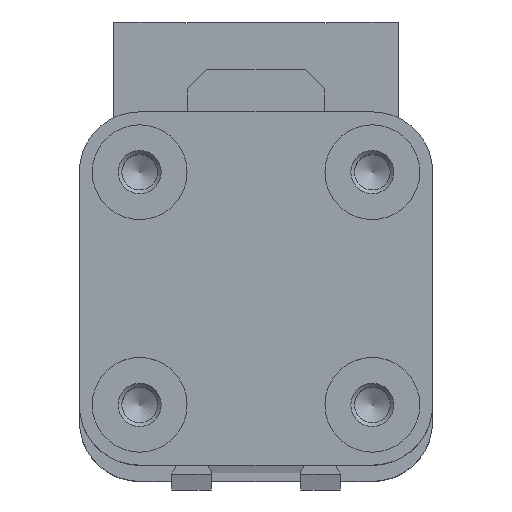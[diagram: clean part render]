
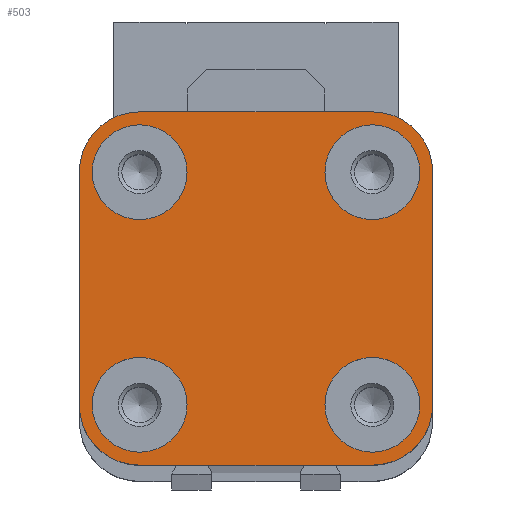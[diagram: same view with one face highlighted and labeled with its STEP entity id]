
A CAD part, top view. The second image highlights one B-rep face of the part: STEP entity #503.
In plain terms, the highlighted planar face has unit normal (0, 0, 1).
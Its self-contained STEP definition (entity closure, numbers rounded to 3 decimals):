
#503 = ADVANCED_FACE( '', ( #1096, #1097, #1098, #1099, #1100 ), #1101, .T. );
#1096 = FACE_BOUND( '', #1827, .T. );
#1097 = FACE_BOUND( '', #1828, .T. );
#1098 = FACE_BOUND( '', #1829, .T. );
#1099 = FACE_BOUND( '', #1830, .T. );
#1100 = FACE_OUTER_BOUND( '', #1831, .T. );
#1101 = PLANE( '', #1832 );
#1827 = EDGE_LOOP( '', ( #2975 ) );
#1828 = EDGE_LOOP( '', ( #2976 ) );
#1829 = EDGE_LOOP( '', ( #2977 ) );
#1830 = EDGE_LOOP( '', ( #2978 ) );
#1831 = EDGE_LOOP( '', ( #2979, #2980, #2981, #2982, #2983, #2984, #2985, #2986 ) );
#1832 = AXIS2_PLACEMENT_3D( '', #2987, #2988, #2989 );
#2975 = ORIENTED_EDGE( '', *, *, #4082, .T. );
#2976 = ORIENTED_EDGE( '', *, *, #4452, .T. );
#2977 = ORIENTED_EDGE( '', *, *, #4206, .T. );
#2978 = ORIENTED_EDGE( '', *, *, #4307, .T. );
#2979 = ORIENTED_EDGE( '', *, *, #4362, .T. );
#2980 = ORIENTED_EDGE( '', *, *, #4273, .T. );
#2981 = ORIENTED_EDGE( '', *, *, #4453, .T. );
#2982 = ORIENTED_EDGE( '', *, *, #4454, .T. );
#2983 = ORIENTED_EDGE( '', *, *, #4145, .T. );
#2984 = ORIENTED_EDGE( '', *, *, #4192, .T. );
#2985 = ORIENTED_EDGE( '', *, *, #4133, .T. );
#2986 = ORIENTED_EDGE( '', *, *, #4455, .T. );
#2987 = CARTESIAN_POINT( '', ( -13.5, -13.5, 550. ) );
#2988 = DIRECTION( '', ( 0., 0., 1. ) );
#2989 = DIRECTION( '', ( 1., 0., 0. ) );
#4082 = EDGE_CURVE( '', #4802, #4802, #4803, .F. );
#4133 = EDGE_CURVE( '', #4895, #4893, #4896, .T. );
#4145 = EDGE_CURVE( '', #4917, #4915, #4918, .T. );
#4192 = EDGE_CURVE( '', #4915, #4895, #4992, .T. );
#4206 = EDGE_CURVE( '', #5013, #5013, #5014, .F. );
#4273 = EDGE_CURVE( '', #5121, #5119, #5122, .T. );
#4307 = EDGE_CURVE( '', #5175, #5175, #5176, .F. );
#4362 = EDGE_CURVE( '', #5263, #5121, #5264, .T. );
#4452 = EDGE_CURVE( '', #5396, #5396, #5397, .F. );
#4453 = EDGE_CURVE( '', #5119, #5398, #5399, .T. );
#4454 = EDGE_CURVE( '', #5398, #4917, #5400, .T. );
#4455 = EDGE_CURVE( '', #4893, #5263, #5401, .T. );
#4802 = VERTEX_POINT( '', #5837 );
#4803 = CIRCLE( '', #5838, 5.5 );
#4893 = VERTEX_POINT( '', #5959 );
#4895 = VERTEX_POINT( '', #5962 );
#4896 = LINE( '', #5963, #5964 );
#4915 = VERTEX_POINT( '', #5989 );
#4917 = VERTEX_POINT( '', #5992 );
#4918 = LINE( '', #5993, #5994 );
#4992 = CIRCLE( '', #6094, 7. );
#5013 = VERTEX_POINT( '', #6121 );
#5014 = CIRCLE( '', #6122, 5.5 );
#5119 = VERTEX_POINT( '', #6265 );
#5121 = VERTEX_POINT( '', #6268 );
#5122 = CIRCLE( '', #6269, 7. );
#5175 = VERTEX_POINT( '', #6341 );
#5176 = CIRCLE( '', #6342, 5.5 );
#5263 = VERTEX_POINT( '', #6468 );
#5264 = LINE( '', #6469, #6470 );
#5396 = VERTEX_POINT( '', #6649 );
#5397 = CIRCLE( '', #6650, 5.5 );
#5398 = VERTEX_POINT( '', #6651 );
#5399 = LINE( '', #6652, #6653 );
#5400 = CIRCLE( '', #6654, 7. );
#5401 = CIRCLE( '', #6655, 7. );
#5837 = CARTESIAN_POINT( '', ( 19., -13.5, 550. ) );
#5838 = AXIS2_PLACEMENT_3D( '', #7221, #7222, #7223 );
#5959 = CARTESIAN_POINT( '', ( -13.5, 20.5, 550. ) );
#5962 = CARTESIAN_POINT( '', ( 13.5, 20.5, 550. ) );
#5963 = CARTESIAN_POINT( '', ( 13.5, 20.5, 550. ) );
#5964 = VECTOR( '', #7280, 1000. );
#5989 = CARTESIAN_POINT( '', ( 20.5, 13.5, 550. ) );
#5992 = CARTESIAN_POINT( '', ( 20.5, -13.5, 550. ) );
#5993 = CARTESIAN_POINT( '', ( 20.5, -13.5, 550. ) );
#5994 = VECTOR( '', #7294, 1000. );
#6094 = AXIS2_PLACEMENT_3D( '', #7345, #7346, #7347 );
#6121 = CARTESIAN_POINT( '', ( 19., 13.5, 550. ) );
#6122 = AXIS2_PLACEMENT_3D( '', #7363, #7364, #7365 );
#6265 = CARTESIAN_POINT( '', ( -13.5, -20.5, 550. ) );
#6268 = CARTESIAN_POINT( '', ( -20.5, -13.5, 550. ) );
#6269 = AXIS2_PLACEMENT_3D( '', #7435, #7436, #7437 );
#6341 = CARTESIAN_POINT( '', ( -8., 13.5, 550. ) );
#6342 = AXIS2_PLACEMENT_3D( '', #7475, #7476, #7477 );
#6468 = CARTESIAN_POINT( '', ( -20.5, 13.5, 550. ) );
#6469 = CARTESIAN_POINT( '', ( -20.5, 13.5, 550. ) );
#6470 = VECTOR( '', #7529, 1000. );
#6649 = CARTESIAN_POINT( '', ( -8., -13.5, 550. ) );
#6650 = AXIS2_PLACEMENT_3D( '', #7616, #7617, #7618 );
#6651 = CARTESIAN_POINT( '', ( 13.5, -20.5, 550. ) );
#6652 = CARTESIAN_POINT( '', ( -13.5, -20.5, 550. ) );
#6653 = VECTOR( '', #7619, 1000. );
#6654 = AXIS2_PLACEMENT_3D( '', #7620, #7621, #7622 );
#6655 = AXIS2_PLACEMENT_3D( '', #7623, #7624, #7625 );
#7221 = CARTESIAN_POINT( '', ( 13.5, -13.5, 550. ) );
#7222 = DIRECTION( '', ( 0., 0., 1. ) );
#7223 = DIRECTION( '', ( 1., 0., 0. ) );
#7280 = DIRECTION( '', ( -1., 0., 0. ) );
#7294 = DIRECTION( '', ( 0., 1., 0. ) );
#7345 = CARTESIAN_POINT( '', ( 13.5, 13.5, 550. ) );
#7346 = DIRECTION( '', ( 0., 0., 1. ) );
#7347 = DIRECTION( '', ( 1., 0., 0. ) );
#7363 = CARTESIAN_POINT( '', ( 13.5, 13.5, 550. ) );
#7364 = DIRECTION( '', ( 0., 0., 1. ) );
#7365 = DIRECTION( '', ( 1., 0., 0. ) );
#7435 = CARTESIAN_POINT( '', ( -13.5, -13.5, 550. ) );
#7436 = DIRECTION( '', ( 0., 0., 1. ) );
#7437 = DIRECTION( '', ( 1., 0., 0. ) );
#7475 = CARTESIAN_POINT( '', ( -13.5, 13.5, 550. ) );
#7476 = DIRECTION( '', ( 0., 0., 1. ) );
#7477 = DIRECTION( '', ( 1., 0., 0. ) );
#7529 = DIRECTION( '', ( 0., -1., 0. ) );
#7616 = CARTESIAN_POINT( '', ( -13.5, -13.5, 550. ) );
#7617 = DIRECTION( '', ( 0., 0., 1. ) );
#7618 = DIRECTION( '', ( 1., 0., 0. ) );
#7619 = DIRECTION( '', ( 1., 0., 0. ) );
#7620 = CARTESIAN_POINT( '', ( 13.5, -13.5, 550. ) );
#7621 = DIRECTION( '', ( 0., 0., 1. ) );
#7622 = DIRECTION( '', ( 1., 0., 0. ) );
#7623 = CARTESIAN_POINT( '', ( -13.5, 13.5, 550. ) );
#7624 = DIRECTION( '', ( 0., 0., 1. ) );
#7625 = DIRECTION( '', ( 1., 0., 0. ) );
